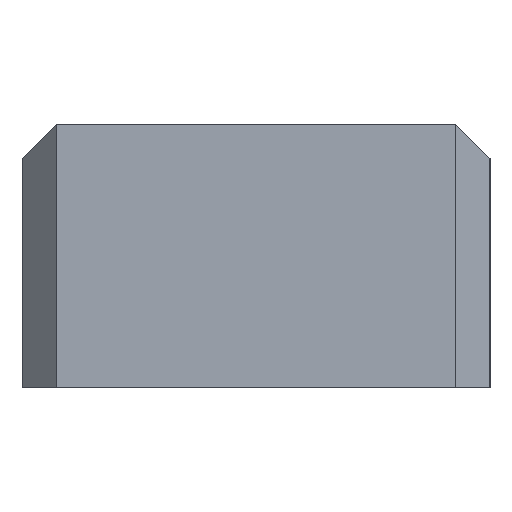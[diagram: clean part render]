
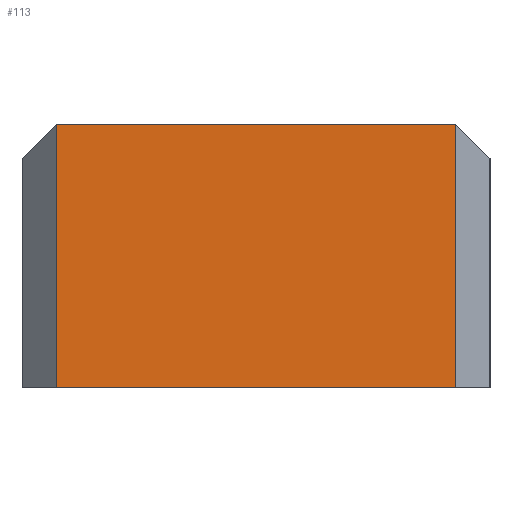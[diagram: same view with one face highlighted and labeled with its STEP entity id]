
A CAD part, left-side view. The second image highlights one B-rep face of the part: STEP entity #113.
In plain terms, the highlighted planar face has unit normal (-1, 0, 0).
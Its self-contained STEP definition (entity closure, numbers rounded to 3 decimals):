
#21 = EDGE_CURVE('',#22,#24,#26,.T.);
#22 = VERTEX_POINT('',#23);
#23 = CARTESIAN_POINT('',(-17.312,7.574,10.));
#24 = VERTEX_POINT('',#25);
#25 = CARTESIAN_POINT('',(-17.312,-7.574,10.));
#26 = LINE('',#27,#28);
#27 = CARTESIAN_POINT('',(-17.312,8.874,10.));
#28 = VECTOR('',#29,1.);
#29 = DIRECTION('',(0.,-1.,0.));
#113 = ADVANCED_FACE('',(#114),#139,.F.);
#114 = FACE_BOUND('',#115,.F.);
#115 = EDGE_LOOP('',(#116,#126,#132,#133));
#116 = ORIENTED_EDGE('',*,*,#117,.F.);
#117 = EDGE_CURVE('',#118,#120,#122,.T.);
#118 = VERTEX_POINT('',#119);
#119 = CARTESIAN_POINT('',(-17.312,7.574,0.));
#120 = VERTEX_POINT('',#121);
#121 = CARTESIAN_POINT('',(-17.312,-7.574,0.));
#122 = LINE('',#123,#124);
#123 = CARTESIAN_POINT('',(-17.312,8.874,0.));
#124 = VECTOR('',#125,1.);
#125 = DIRECTION('',(0.,-1.,0.));
#126 = ORIENTED_EDGE('',*,*,#127,.T.);
#127 = EDGE_CURVE('',#118,#22,#128,.T.);
#128 = LINE('',#129,#130);
#129 = CARTESIAN_POINT('',(-17.312,7.574,0.));
#130 = VECTOR('',#131,1.);
#131 = DIRECTION('',(0.,0.,1.));
#132 = ORIENTED_EDGE('',*,*,#21,.T.);
#133 = ORIENTED_EDGE('',*,*,#134,.F.);
#134 = EDGE_CURVE('',#120,#24,#135,.T.);
#135 = LINE('',#136,#137);
#136 = CARTESIAN_POINT('',(-17.312,-7.574,0.));
#137 = VECTOR('',#138,1.);
#138 = DIRECTION('',(0.,0.,1.));
#139 = PLANE('',#140);
#140 = AXIS2_PLACEMENT_3D('',#141,#142,#143);
#141 = CARTESIAN_POINT('',(-17.312,8.874,0.));
#142 = DIRECTION('',(1.,0.,0.));
#143 = DIRECTION('',(0.,-1.,0.));
